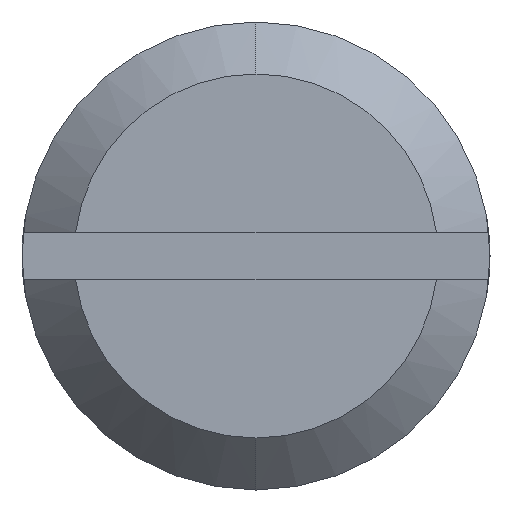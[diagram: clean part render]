
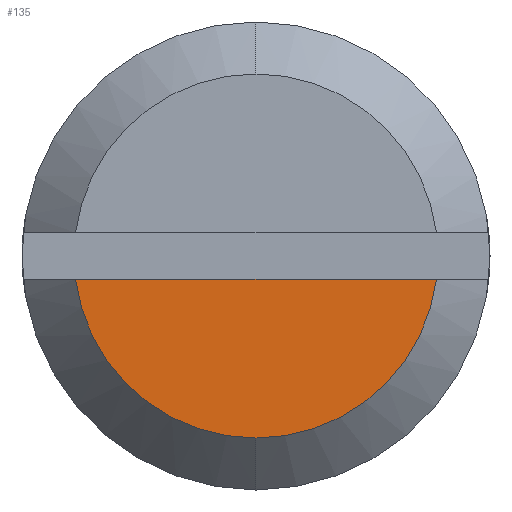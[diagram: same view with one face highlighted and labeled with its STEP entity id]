
A CAD part, front view. The second image highlights one B-rep face of the part: STEP entity #135.
In plain terms, the highlighted face is planar.
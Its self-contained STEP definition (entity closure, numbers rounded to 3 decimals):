
#135=ADVANCED_FACE('',(#390),#389,.F.);
#389=PLANE('',#702);
#390=FACE_OUTER_BOUND('',#703,.T.);
#699=CARTESIAN_POINT('',(-12.,-8.33,-7.61));
#700=DIRECTION('',(1.,0.,0.));
#701=DIRECTION('',(0.,1.,0.));
#702=AXIS2_PLACEMENT_3D('',#699,#700,#701);
#703=EDGE_LOOP('',(#950,#951,#952));
#950=ORIENTED_EDGE('',*,*,#1096,.T.);
#951=ORIENTED_EDGE('',*,*,#1097,.T.);
#952=ORIENTED_EDGE('',*,*,#1098,.F.);
#1096=EDGE_CURVE('',#1574,#1575,#1576,.T.);
#1097=EDGE_CURVE('',#1575,#1582,#1583,.T.);
#1098=EDGE_CURVE('',#1574,#1582,#1589,.T.);
#1574=VERTEX_POINT('',#2071);
#1575=VERTEX_POINT('',#2072);
#1576=CIRCLE('',#2076,7.);
#1582=VERTEX_POINT('',#2077);
#1583=CIRCLE('',#2081,7.);
#1589=LINE('',#2082,#2083);
#2071=CARTESIAN_POINT('',(-12.,6.942,-0.9));
#2072=CARTESIAN_POINT('',(-12.,0.,-7.));
#2073=CARTESIAN_POINT('',(-12.,0.,0.));
#2074=DIRECTION('',(-1.,0.,0.));
#2075=DIRECTION('',(0.,0.992,-0.129));
#2076=AXIS2_PLACEMENT_3D('',#2073,#2074,#2075);
#2077=CARTESIAN_POINT('',(-12.,-6.942,-0.9));
#2078=CARTESIAN_POINT('',(-12.,0.,0.));
#2079=DIRECTION('',(-1.,0.,0.));
#2080=DIRECTION('',(0.,0.992,-0.129));
#2081=AXIS2_PLACEMENT_3D('',#2078,#2079,#2080);
#2082=CARTESIAN_POINT('',(-12.,6.942,-0.9));
#2083=VECTOR('',#2084,13.884);
#2084=DIRECTION('',(0.,-1.,0.));
